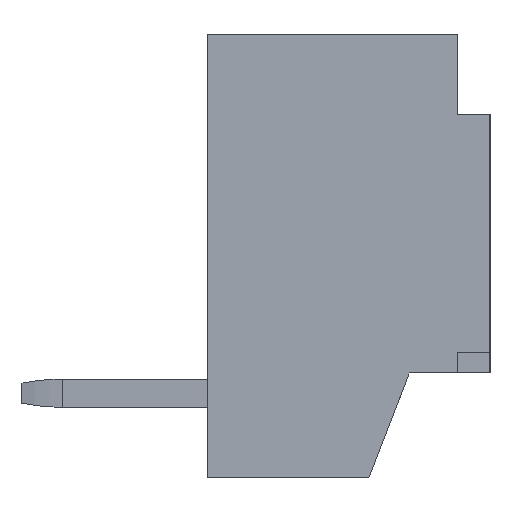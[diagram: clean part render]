
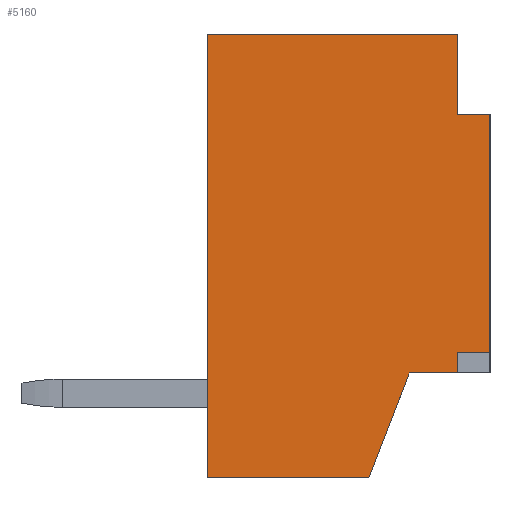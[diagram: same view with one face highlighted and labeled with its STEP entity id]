
A CAD part, left-side view. The second image highlights one B-rep face of the part: STEP entity #5160.
In plain terms, the highlighted planar face has unit normal (-1, 0, 0).
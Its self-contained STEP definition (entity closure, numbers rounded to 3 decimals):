
#9=DIRECTION('',(0.,-1.,0.));
#10=VECTOR('',#9,2.);
#11=CARTESIAN_POINT('',(-7.125,1.75,-2.75));
#12=LINE('',#11,#10);
#25=DIRECTION('',(0.,0.,1.));
#26=VECTOR('',#25,0.25);
#27=CARTESIAN_POINT('',(-7.125,-1.35,-1.45));
#28=LINE('',#27,#26);
#29=DIRECTION('',(0.,1.,0.));
#30=VECTOR('',#29,0.6);
#31=CARTESIAN_POINT('',(-7.125,-1.35,-1.45));
#32=LINE('',#31,#30);
#33=DIRECTION('',(0.,-0.359,0.933));
#34=VECTOR('',#33,1.393);
#35=CARTESIAN_POINT('',(-7.125,-0.25,-2.75));
#36=LINE('',#35,#34);
#37=DIRECTION('',(0.,0.,1.));
#38=VECTOR('',#37,5.5);
#39=CARTESIAN_POINT('',(-7.125,1.75,-2.75));
#40=LINE('',#39,#38);
#41=DIRECTION('',(0.,0.,-1.));
#42=VECTOR('',#41,1.);
#43=CARTESIAN_POINT('',(-7.125,-1.35,2.75));
#44=LINE('',#43,#42);
#45=DIRECTION('',(0.,1.,0.));
#46=VECTOR('',#45,0.4);
#47=CARTESIAN_POINT('',(-7.125,-1.75,1.75));
#48=LINE('',#47,#46);
#49=DIRECTION('',(0.,1.,0.));
#50=VECTOR('',#49,0.4);
#51=CARTESIAN_POINT('',(-7.125,-1.75,-1.2));
#52=LINE('',#51,#50);
#209=DIRECTION('',(0.,0.,1.));
#210=VECTOR('',#209,2.95);
#211=CARTESIAN_POINT('',(-7.125,-1.75,-1.2));
#212=LINE('',#211,#210);
#301=DIRECTION('',(0.,-1.,0.));
#302=VECTOR('',#301,3.1);
#303=CARTESIAN_POINT('',(-7.125,1.75,2.75));
#304=LINE('',#303,#302);
#3897=CARTESIAN_POINT('',(-7.125,1.75,-2.75));
#3898=CARTESIAN_POINT('',(-7.125,1.75,2.75));
#3899=VERTEX_POINT('',#3897);
#3900=VERTEX_POINT('',#3898);
#3929=CARTESIAN_POINT('',(-7.125,-1.75,1.75));
#3930=CARTESIAN_POINT('',(-7.125,-1.35,1.75));
#3931=VERTEX_POINT('',#3929);
#3932=VERTEX_POINT('',#3930);
#3945=CARTESIAN_POINT('',(-7.125,-1.35,2.75));
#3946=VERTEX_POINT('',#3945);
#4453=CARTESIAN_POINT('',(-7.125,-0.25,-2.75));
#4455=VERTEX_POINT('',#4453);
#4461=CARTESIAN_POINT('',(-7.125,-0.75,-1.45));
#4462=VERTEX_POINT('',#4461);
#4569=CARTESIAN_POINT('',(-7.125,-1.35,-1.45));
#4570=CARTESIAN_POINT('',(-7.125,-1.35,-1.2));
#4571=VERTEX_POINT('',#4569);
#4572=VERTEX_POINT('',#4570);
#4573=CARTESIAN_POINT('',(-7.125,-1.75,-1.2));
#4574=VERTEX_POINT('',#4573);
#5135=CARTESIAN_POINT('',(-7.125,1.75,-2.75));
#5136=DIRECTION('',(-1.,0.,0.));
#5137=DIRECTION('',(0.,-1.,0.));
#5138=AXIS2_PLACEMENT_3D('',#5135,#5136,#5137);
#5139=PLANE('',#5138);
#5141=ORIENTED_EDGE('',*,*,#5140,.F.);
#5143=ORIENTED_EDGE('',*,*,#5142,.T.);
#5144=ORIENTED_EDGE('',*,*,#5111,.F.);
#5145=ORIENTED_EDGE('',*,*,#5084,.F.);
#5147=ORIENTED_EDGE('',*,*,#5146,.T.);
#5149=ORIENTED_EDGE('',*,*,#5148,.T.);
#5151=ORIENTED_EDGE('',*,*,#5150,.T.);
#5153=ORIENTED_EDGE('',*,*,#5152,.F.);
#5155=ORIENTED_EDGE('',*,*,#5154,.F.);
#5157=ORIENTED_EDGE('',*,*,#5156,.T.);
#5158=EDGE_LOOP('',(#5141,#5143,#5144,#5145,#5147,#5149,#5151,#5153,#5155,
#5157));
#5159=FACE_OUTER_BOUND('',#5158,.F.);
#5160=ADVANCED_FACE('',(#5159),#5139,.T.);
#5084=EDGE_CURVE('',#3899,#4455,#12,.T.);
#5111=EDGE_CURVE('',#4455,#4462,#36,.T.);
#5140=EDGE_CURVE('',#4571,#4572,#28,.T.);
#5142=EDGE_CURVE('',#4571,#4462,#32,.T.);
#5146=EDGE_CURVE('',#3899,#3900,#40,.T.);
#5148=EDGE_CURVE('',#3900,#3946,#304,.T.);
#5150=EDGE_CURVE('',#3946,#3932,#44,.T.);
#5152=EDGE_CURVE('',#3931,#3932,#48,.T.);
#5154=EDGE_CURVE('',#4574,#3931,#212,.T.);
#5156=EDGE_CURVE('',#4574,#4572,#52,.T.);
